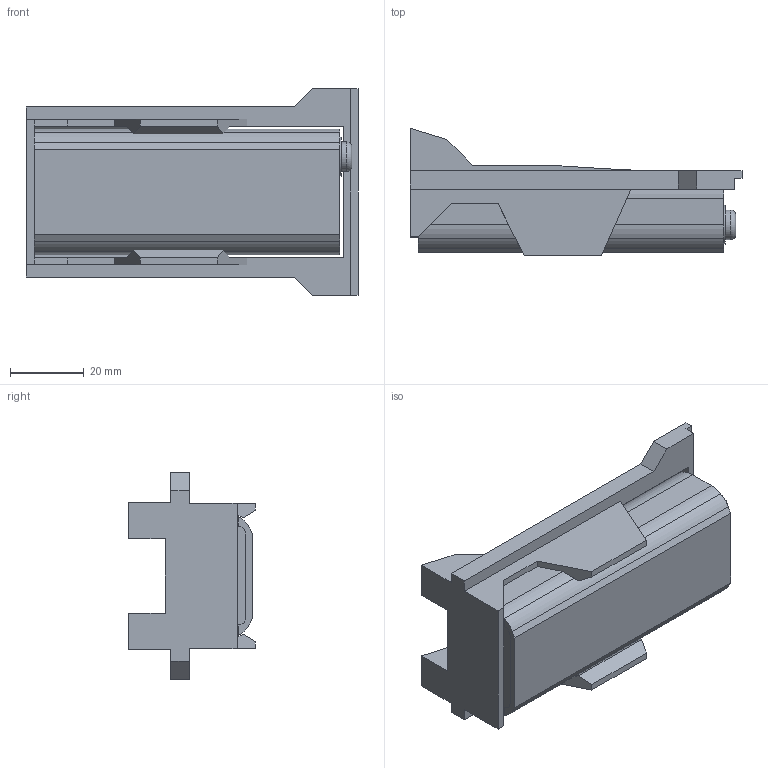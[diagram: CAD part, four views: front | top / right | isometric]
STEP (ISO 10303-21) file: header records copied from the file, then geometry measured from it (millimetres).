
FILE_DESCRIPTION(/* description */ (''),/* implementation_level */ '2;1');
FILE_NAME(/* name */ 'BMW M2 inner fender mount snap-in v22.step',/* time_stamp */ '2019-06-04T10:34:34+02:00',/* author */ (''),/* organization */ (''),/* preprocessor_version */ 'ST-DEVELOPER v18',/* originating_system */ 'Autodesk Translation Framework v8.2.0.1029',/* authorisation */ '');
FILE_SCHEMA (('AUTOMOTIVE_DESIGN { 1 0 10303 214 3 1 1 }'));
Length unit declared in the file: millimetre
Products named in the file (2): BMW M2 inner fender mount snap-in; Main Housing
Assembly tree (1 placements, depth 2):
  BMW M2 inner fender mount snap-in
    Main Housing
Bounding box: 90.2 x 34.5 x 56.2 mm (x, y, z)
Volume: 36287.8 mm3; surface area: 34467.9 mm2
Topology: 3 solids, 3 shells, 1120 faces, 3199 edges, 2108 vertices
Faces by surface type: bspline 697, plane 353, cylinder 51, cone 14, torus 5
Full cylindrical faces by diameter (mm): 2.2 x4, 8 x1, 9 x1, 10.6 x1, 12 x1
Entity records: 42762 total; most frequent: CARTESIAN_POINT 18425, ORIENTED_EDGE 6390, EDGE_CURVE 3195, DIRECTION 2813, VERTEX_POINT 2108, LINE 1581, VECTOR 1581, B_SPLINE_CURVE_WITH_KNOTS 1298
